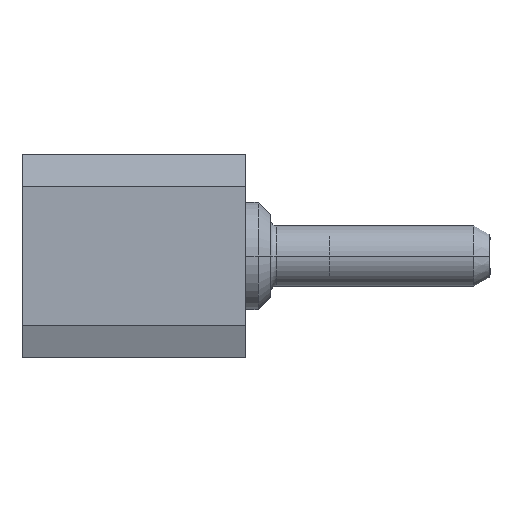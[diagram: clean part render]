
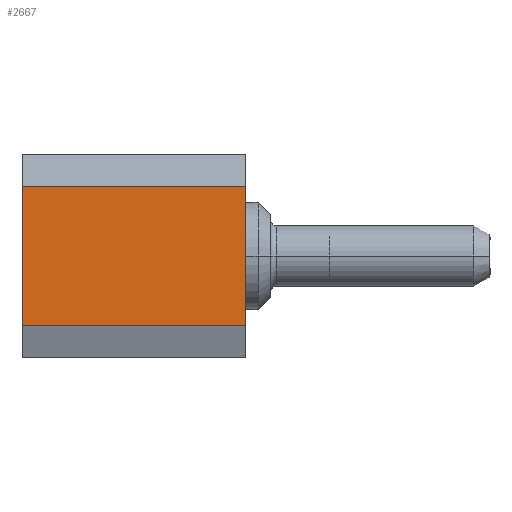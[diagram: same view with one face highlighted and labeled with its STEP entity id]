
A CAD part, left-side view. The second image highlights one B-rep face of the part: STEP entity #2667.
In plain terms, the highlighted planar face has unit normal (-1, 0, 0).
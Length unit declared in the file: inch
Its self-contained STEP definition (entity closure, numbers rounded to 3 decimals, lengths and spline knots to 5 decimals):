
#92 = LINE ( 'NONE', #4871, #5361 ) ;
#416 = PLANE ( 'NONE',  #7677 ) ;
#455 = CARTESIAN_POINT ( 'NONE',  ( -0.01203, -0.11, -0.08425 ) ) ;
#475 = ORIENTED_EDGE ( 'NONE', *, *, #2658, .F. ) ;
#1005 = FACE_OUTER_BOUND ( 'NONE', #4993, .T. ) ;
#1018 = VECTOR ( 'NONE', #6031, 39.37008 ) ;
#1192 = EDGE_CURVE ( 'NONE', #1976, #4746, #92, .T. ) ;
#1363 = DIRECTION ( 'NONE',  ( 0., 0., 1. ) ) ;
#1605 = ORIENTED_EDGE ( 'NONE', *, *, #7516, .T. ) ;
#1846 = LINE ( 'NONE', #7278, #5171 ) ;
#1873 = VERTEX_POINT ( 'NONE', #5333 ) ;
#1976 = VERTEX_POINT ( 'NONE', #7891 ) ;
#2114 = ORIENTED_EDGE ( 'NONE', *, *, #1192, .F. ) ;
#2156 = VERTEX_POINT ( 'NONE', #3235 ) ;
#2531 = ORIENTED_EDGE ( 'NONE', *, *, #6925, .T. ) ;
#2658 = EDGE_CURVE ( 'NONE', #2156, #1976, #7900, .T. ) ;
#2667 = ADVANCED_FACE ( 'NONE', ( #1005 ), #416, .T. ) ;
#3235 = CARTESIAN_POINT ( 'NONE',  ( -0.01203, -0.11, -0.08425 ) ) ;
#4175 = DIRECTION ( 'NONE',  ( -1., 0., 0. ) ) ;
#4744 = CARTESIAN_POINT ( 'NONE',  ( -0.01203, -0.11, -0.08425 ) ) ;
#4746 = VERTEX_POINT ( 'NONE', #6404 ) ;
#4871 = CARTESIAN_POINT ( 'NONE',  ( -0.01203, 0., -0.08425 ) ) ;
#4907 = DIRECTION ( 'NONE',  ( 0., 1., 0. ) ) ;
#4993 = EDGE_LOOP ( 'NONE', ( #2114, #475, #2531, #1605 ) ) ;
#5171 = VECTOR ( 'NONE', #4907, 39.37008 ) ;
#5292 = VECTOR ( 'NONE', #5802, 39.37008 ) ;
#5333 = CARTESIAN_POINT ( 'NONE',  ( -0.01203, -0.11, -0.01575 ) ) ;
#5361 = VECTOR ( 'NONE', #1363, 39.37008 ) ;
#5802 = DIRECTION ( 'NONE',  ( 0., 0., 1. ) ) ;
#5896 = LINE ( 'NONE', #7144, #5292 ) ;
#6031 = DIRECTION ( 'NONE',  ( 0., 1., 0. ) ) ;
#6404 = CARTESIAN_POINT ( 'NONE',  ( -0.01203, 0., -0.01575 ) ) ;
#6925 = EDGE_CURVE ( 'NONE', #2156, #1873, #5896, .T. ) ;
#7144 = CARTESIAN_POINT ( 'NONE',  ( -0.01203, -0.11, -0.08425 ) ) ;
#7278 = CARTESIAN_POINT ( 'NONE',  ( -0.01203, -0.11, -0.01575 ) ) ;
#7516 = EDGE_CURVE ( 'NONE', #1873, #4746, #1846, .T. ) ;
#7677 = AXIS2_PLACEMENT_3D ( 'NONE', #455, #4175, #7746 ) ;
#7746 = DIRECTION ( 'NONE',  ( 0., 0., 1. ) ) ;
#7891 = CARTESIAN_POINT ( 'NONE',  ( -0.01203, 0., -0.08425 ) ) ;
#7900 = LINE ( 'NONE', #4744, #1018 ) ;
